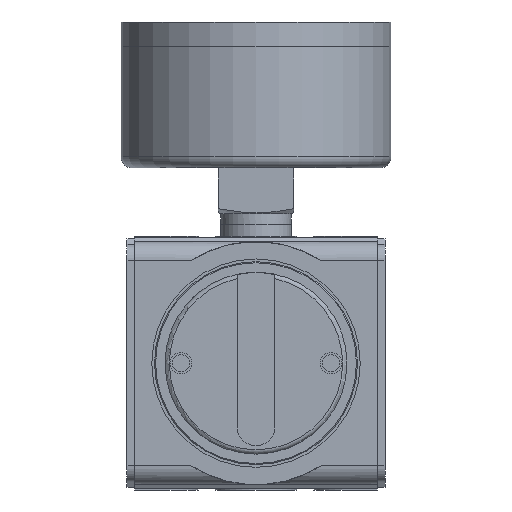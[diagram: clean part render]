
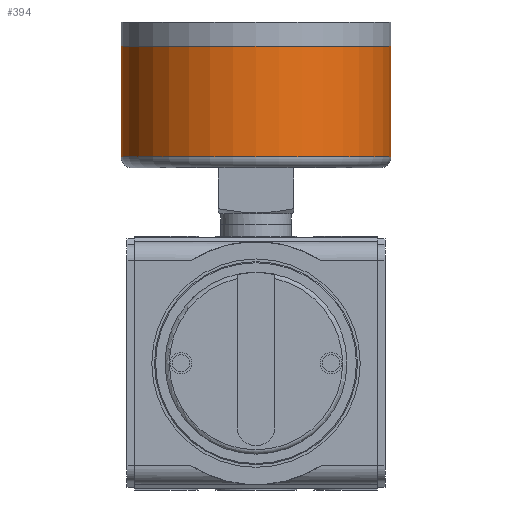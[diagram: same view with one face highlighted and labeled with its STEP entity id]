
A CAD part, front view. The second image highlights one B-rep face of the part: STEP entity #394.
In plain terms, the highlighted cylindrical face has radius 25 mm (diameter 50 mm), a full revolution.
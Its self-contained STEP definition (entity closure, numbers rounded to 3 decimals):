
#394 = ADVANCED_FACE( '', ( #955, #956 ), #957, .T. );
#955 = FACE_OUTER_BOUND( '', #1530, .T. );
#956 = FACE_OUTER_BOUND( '', #1531, .T. );
#957 = CYLINDRICAL_SURFACE( '', #1532, 25. );
#1530 = EDGE_LOOP( '', ( #3178 ) );
#1531 = EDGE_LOOP( '', ( #3179 ) );
#1532 = AXIS2_PLACEMENT_3D( '', #3180, #3181, #3182 );
#3178 = ORIENTED_EDGE( '', *, *, #3742, .F. );
#3179 = ORIENTED_EDGE( '', *, *, #3741, .T. );
#3180 = CARTESIAN_POINT( '', ( 0., 0., 15.5 ) );
#3181 = DIRECTION( '', ( 0., 0., 1. ) );
#3182 = DIRECTION( '', ( -1., 0., 0. ) );
#3741 = EDGE_CURVE( '', #4586, #4586, #4587, .T. );
#3742 = EDGE_CURVE( '', #4588, #4588, #4589, .T. );
#4586 = VERTEX_POINT( '', #5901 );
#4587 = CIRCLE( '', #5902, 25. );
#4588 = VERTEX_POINT( '', #5903 );
#4589 = CIRCLE( '', #5904, 25. );
#5901 = CARTESIAN_POINT( '', ( -25., 0., 37.98 ) );
#5902 = AXIS2_PLACEMENT_3D( '', #6669, #6670, #6671 );
#5903 = CARTESIAN_POINT( '', ( -25., 0., 17.5 ) );
#5904 = AXIS2_PLACEMENT_3D( '', #6672, #6673, #6674 );
#6669 = CARTESIAN_POINT( '', ( 0., 0., 37.98 ) );
#6670 = DIRECTION( '', ( 0., 0., -1. ) );
#6671 = DIRECTION( '', ( -1., 0., 0. ) );
#6672 = CARTESIAN_POINT( '', ( 0., 0., 17.5 ) );
#6673 = DIRECTION( '', ( 0., 0., -1. ) );
#6674 = DIRECTION( '', ( -1., 0., 0. ) );
